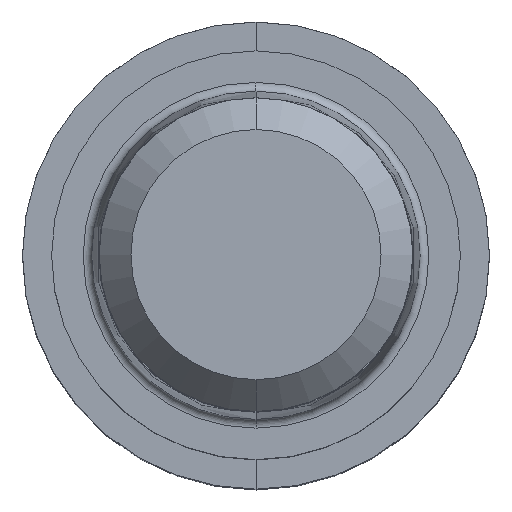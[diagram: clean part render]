
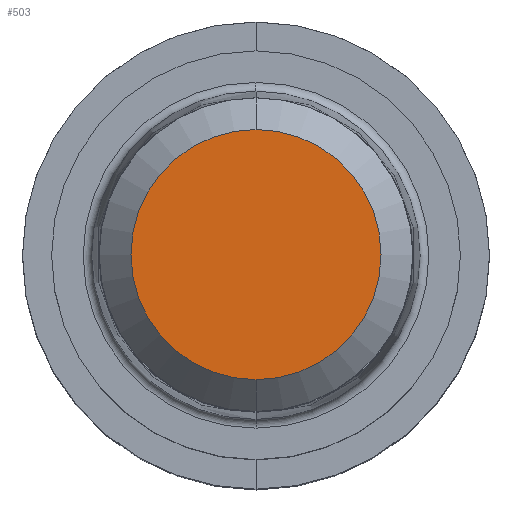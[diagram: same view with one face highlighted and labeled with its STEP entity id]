
A CAD part, top view. The second image highlights one B-rep face of the part: STEP entity #503.
In plain terms, the highlighted planar face has unit normal (0, 0, 1).
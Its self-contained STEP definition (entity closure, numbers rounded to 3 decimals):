
#273=EDGE_CURVE('',#337,#463,#620,.T.);
#337=VERTEX_POINT('',#689);
#445=EDGE_CURVE('',#463,#337,#816,.T.);
#463=VERTEX_POINT('',#837);
#503=ADVANCED_FACE('',(#881),#882,.T.);
#620=CIRCLE('',#1013,8.567);
#689=CARTESIAN_POINT('',(0.0,8.567,25.61));
#816=CIRCLE('',#1260,8.567);
#837=CARTESIAN_POINT('',(0.,-8.567,25.61));
#881=FACE_OUTER_BOUND('',#1346,.T.);
#882=PLANE('',#1347);
#1013=AXIS2_PLACEMENT_3D('',#1489,#1490,#1491);
#1260=AXIS2_PLACEMENT_3D('',#1735,#1736,#1737);
#1346=EDGE_LOOP('',(#1823,#1824));
#1347=AXIS2_PLACEMENT_3D('',#1825,#1826,#1827);
#1489=CARTESIAN_POINT('',(0.0,0.0,25.61));
#1490=DIRECTION('',(0.0,0.0,-1.0));
#1491=DIRECTION('',(0.0,1.0,0.0));
#1735=CARTESIAN_POINT('',(0.0,0.0,25.61));
#1736=DIRECTION('',(0.0,0.0,-1.0));
#1737=DIRECTION('',(0.0,1.0,0.0));
#1823=ORIENTED_EDGE('',*,*,#273,.F.);
#1824=ORIENTED_EDGE('',*,*,#445,.F.);
#1825=CARTESIAN_POINT('',(0.0,4.284,25.61));
#1826=DIRECTION('',(-0.0,0.0,1.0));
#1827=DIRECTION('',(0.0,-1.0,0.0));
